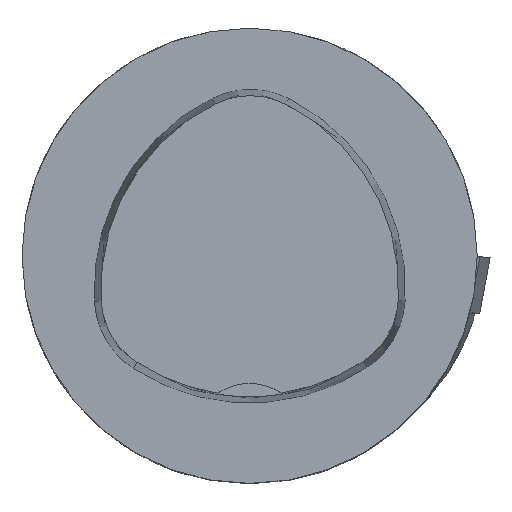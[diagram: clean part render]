
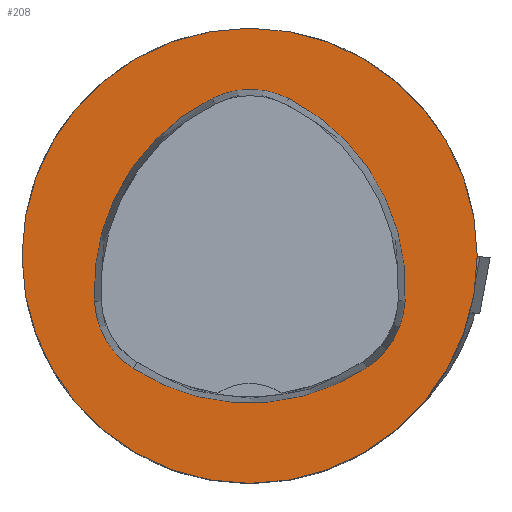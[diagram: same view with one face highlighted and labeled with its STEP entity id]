
A CAD part, top view. The second image highlights one B-rep face of the part: STEP entity #208.
In plain terms, the highlighted planar face has unit normal (0, 0, 1).
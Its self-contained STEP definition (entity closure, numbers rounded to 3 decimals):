
#208=ADVANCED_FACE('',(#397,#398),#247,.T.);
#247=PLANE('',#1155);
#397=FACE_BOUND('',#453,.T.);
#398=FACE_BOUND('',#454,.T.);
#453=EDGE_LOOP('',(#640,#641,#642,#643,#644,#645));
#454=EDGE_LOOP('',(#646));
#640=ORIENTED_EDGE('',*,*,#924,.F.);
#641=ORIENTED_EDGE('',*,*,#919,.F.);
#642=ORIENTED_EDGE('',*,*,#914,.F.);
#643=ORIENTED_EDGE('',*,*,#911,.F.);
#644=ORIENTED_EDGE('',*,*,#908,.F.);
#645=ORIENTED_EDGE('',*,*,#904,.F.);
#646=ORIENTED_EDGE('',*,*,#895,.T.);
#794=VERTEX_POINT('',#1808);
#803=VERTEX_POINT('',#1827);
#804=VERTEX_POINT('',#1828);
#807=VERTEX_POINT('',#1836);
#809=VERTEX_POINT('',#1842);
#811=VERTEX_POINT('',#1848);
#815=VERTEX_POINT('',#1861);
#895=EDGE_CURVE('',#794,#794,#975,.T.);
#904=EDGE_CURVE('',#803,#804,#976,.T.);
#908=EDGE_CURVE('',#804,#807,#978,.T.);
#911=EDGE_CURVE('',#807,#809,#980,.T.);
#914=EDGE_CURVE('',#809,#811,#982,.T.);
#919=EDGE_CURVE('',#811,#815,#985,.T.);
#924=EDGE_CURVE('',#815,#803,#988,.T.);
#975=CIRCLE('',#1127,16.);
#976=CIRCLE('',#1133,15.);
#978=CIRCLE('',#1136,6.);
#980=CIRCLE('',#1139,15.);
#982=CIRCLE('',#1142,6.);
#985=CIRCLE('',#1146,15.);
#988=CIRCLE('',#1150,6.);
#1127=AXIS2_PLACEMENT_3D('',#1807,#1331,#1332);
#1133=AXIS2_PLACEMENT_3D('',#1826,#1347,#1348);
#1136=AXIS2_PLACEMENT_3D('',#1835,#1355,#1356);
#1139=AXIS2_PLACEMENT_3D('',#1841,#1362,#1363);
#1142=AXIS2_PLACEMENT_3D('',#1847,#1369,#1370);
#1146=AXIS2_PLACEMENT_3D('',#1860,#1378,#1379);
#1150=AXIS2_PLACEMENT_3D('',#1873,#1387,#1388);
#1155=AXIS2_PLACEMENT_3D('',#1878,#1397,#1398);
#1331=DIRECTION('',(0.,0.,1.));
#1332=DIRECTION('',(1.,0.,0.));
#1347=DIRECTION('',(0.,0.,1.));
#1348=DIRECTION('',(1.,0.,0.));
#1355=DIRECTION('',(0.,0.,1.));
#1356=DIRECTION('',(1.,0.,0.));
#1362=DIRECTION('',(0.,0.,1.));
#1363=DIRECTION('',(1.,0.,0.));
#1369=DIRECTION('',(0.,0.,1.));
#1370=DIRECTION('',(1.,0.,0.));
#1378=DIRECTION('',(0.,0.,1.));
#1379=DIRECTION('',(1.,0.,0.));
#1387=DIRECTION('',(0.,0.,1.));
#1388=DIRECTION('',(1.,0.,0.));
#1397=DIRECTION('',(0.,0.,1.));
#1398=DIRECTION('',(-1.,0.,0.));
#1807=CARTESIAN_POINT('',(0.,0.,0.));
#1808=CARTESIAN_POINT('',(16.,0.,0.));
#1826=CARTESIAN_POINT('',(-4.048,-2.316,0.));
#1827=CARTESIAN_POINT('',(10.926,-3.206,0.));
#1828=CARTESIAN_POINT('',(2.774,11.043,0.));
#1835=CARTESIAN_POINT('',(0.045,5.7,0.));
#1836=CARTESIAN_POINT('',(-2.638,11.066,0.));
#1841=CARTESIAN_POINT('',(4.07,-2.35,0.));
#1842=CARTESIAN_POINT('',(-10.903,-3.249,0.));
#1847=CARTESIAN_POINT('',(-4.914,-2.889,0.));
#1848=CARTESIAN_POINT('',(-8.177,-7.924,0.));
#1860=CARTESIAN_POINT('',(-0.019,4.663,0.));
#1861=CARTESIAN_POINT('',(8.24,-7.859,0.));
#1873=CARTESIAN_POINT('',(4.936,-2.85,0.));
#1878=CARTESIAN_POINT('',(0.,0.,0.));
